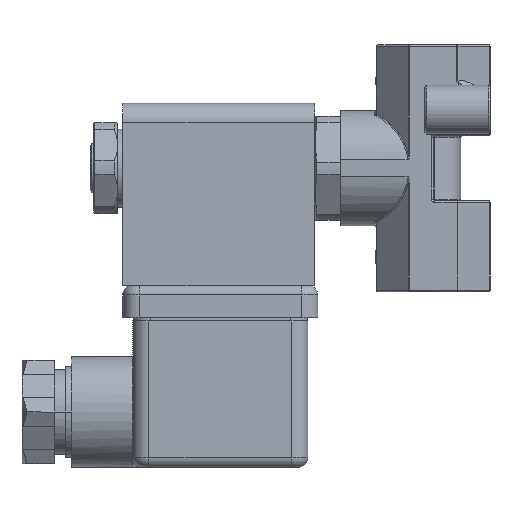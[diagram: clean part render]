
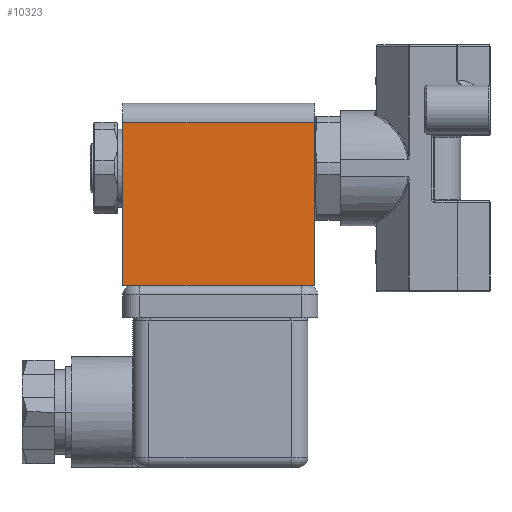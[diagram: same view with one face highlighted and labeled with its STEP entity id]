
A CAD part, left-side view. The second image highlights one B-rep face of the part: STEP entity #10323.
In plain terms, the highlighted face is planar.
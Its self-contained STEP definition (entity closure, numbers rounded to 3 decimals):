
#141 = EDGE_CURVE ( 'NONE', #3422, #20243, #5567, .T. ) ;
#1059 = CARTESIAN_POINT ( 'NONE',  ( 11., 11., 0. ) ) ;
#1322 = CARTESIAN_POINT ( 'NONE',  ( -14., 11., 29.5 ) ) ;
#1712 = LINE ( 'NONE', #15717, #7474 ) ;
#1785 = CARTESIAN_POINT ( 'NONE',  ( -14., 11., 0. ) ) ;
#1853 = DIRECTION ( 'NONE',  ( -1., 0., 0. ) ) ;
#1936 = FACE_OUTER_BOUND ( 'NONE', #14256, .T. ) ;
#3057 = CARTESIAN_POINT ( 'NONE',  ( -14., 11., 29.5 ) ) ;
#3422 = VERTEX_POINT ( 'NONE', #1059 ) ;
#5567 = LINE ( 'NONE', #1785, #9751 ) ;
#6107 = CARTESIAN_POINT ( 'NONE',  ( 11., 11., 29.5 ) ) ;
#6231 = DIRECTION ( 'NONE',  ( -1., 0., 0. ) ) ;
#7128 = ORIENTED_EDGE ( 'NONE', *, *, #20615, .F. ) ;
#7474 = VECTOR ( 'NONE', #6231, 1000. ) ;
#7680 = DIRECTION ( 'NONE',  ( 0., 0., -1. ) ) ;
#7695 = DIRECTION ( 'NONE',  ( 0., 0., -1. ) ) ;
#8305 = CARTESIAN_POINT ( 'NONE',  ( -14., 11., 29.5 ) ) ;
#9751 = VECTOR ( 'NONE', #1853, 1000. ) ;
#9876 = DIRECTION ( 'NONE',  ( 0., 0., -1. ) ) ;
#10272 = VECTOR ( 'NONE', #7695, 1000. ) ;
#10323 = ADVANCED_FACE ( 'NONE', ( #1936 ), #11392, .F. ) ;
#10779 = LINE ( 'NONE', #6107, #10272 ) ;
#11356 = CARTESIAN_POINT ( 'NONE',  ( -14., 11., 0. ) ) ;
#11392 = PLANE ( 'NONE',  #15262 ) ;
#11836 = VERTEX_POINT ( 'NONE', #15557 ) ;
#12376 = EDGE_CURVE ( 'NONE', #11836, #3422, #10779, .T. ) ;
#13468 = ORIENTED_EDGE ( 'NONE', *, *, #12376, .T. ) ;
#13989 = VERTEX_POINT ( 'NONE', #3057 ) ;
#14103 = VECTOR ( 'NONE', #7680, 1000. ) ;
#14256 = EDGE_LOOP ( 'NONE', ( #17407, #7128, #14275, #13468 ) ) ;
#14275 = ORIENTED_EDGE ( 'NONE', *, *, #19194, .F. ) ;
#15262 = AXIS2_PLACEMENT_3D ( 'NONE', #8305, #19377, #9876 ) ;
#15557 = CARTESIAN_POINT ( 'NONE',  ( 11., 11., 29.5 ) ) ;
#15717 = CARTESIAN_POINT ( 'NONE',  ( -14., 11., 29.5 ) ) ;
#17407 = ORIENTED_EDGE ( 'NONE', *, *, #141, .T. ) ;
#18824 = LINE ( 'NONE', #1322, #14103 ) ;
#19194 = EDGE_CURVE ( 'NONE', #11836, #13989, #1712, .T. ) ;
#19377 = DIRECTION ( 'NONE',  ( 0., -1., 0. ) ) ;
#20243 = VERTEX_POINT ( 'NONE', #11356 ) ;
#20615 = EDGE_CURVE ( 'NONE', #13989, #20243, #18824, .T. ) ;
